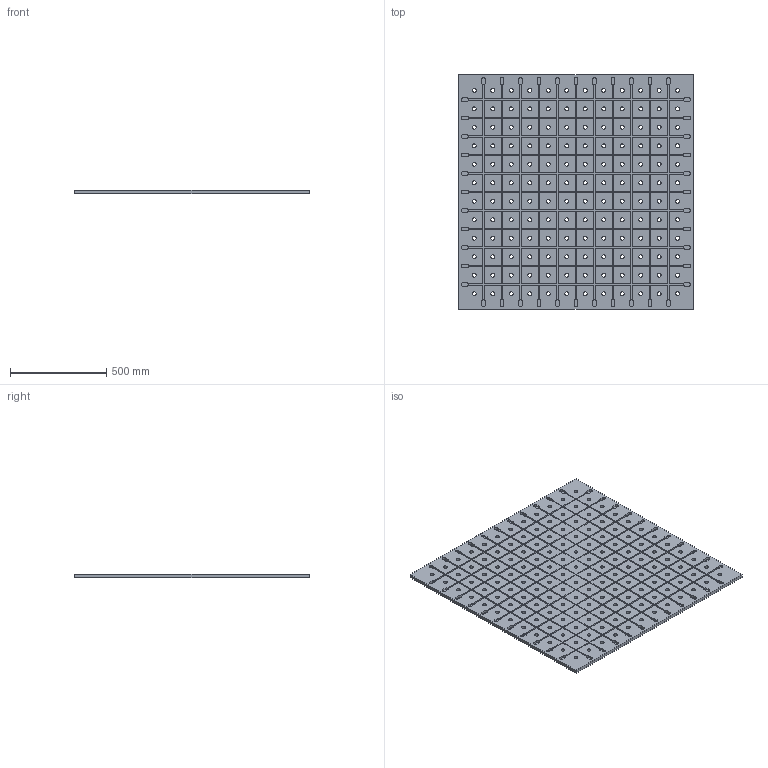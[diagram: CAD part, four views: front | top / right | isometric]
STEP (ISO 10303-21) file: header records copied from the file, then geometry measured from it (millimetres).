
FILE_DESCRIPTION(/* description */ (''),/* implementation_level */ '2;1');
FILE_NAME(/* name */ 'wasteboard.step',/* time_stamp */ '2023-04-19T16:00:18-04:00',/* author */ (''),/* organization */ (''),/* preprocessor_version */ 'ST-DEVELOPER v19.2',/* originating_system */ 'Autodesk Translation Framework v12.4.0.73',/* authorisation */ '');
FILE_SCHEMA (('AUTOMOTIVE_DESIGN { 1 0 10303 214 3 1 1 }'));
Length unit declared in the file: millimetre
Products named in the file (1): wasteboard with half trenches
Bounding box: 1219.2 x 1219.2 x 18 mm (x, y, z)
Volume: 24219546.9 mm3; surface area: 3611757 mm2
Topology: 1 solids, 1 shells, 999 faces, 2688 edges, 1792 vertices
Faces by surface type: plane 767, cylinder 232
Full cylindrical faces by diameter (mm): 20 x144
Entity records: 31763 total; most frequent: CARTESIAN_POINT 5480, ORIENTED_EDGE 5376, DIRECTION 5240, EDGE_CURVE 2688, LINE 2136, VECTOR 2136, VERTEX_POINT 1792, AXIS2_PLACEMENT_3D 1552
